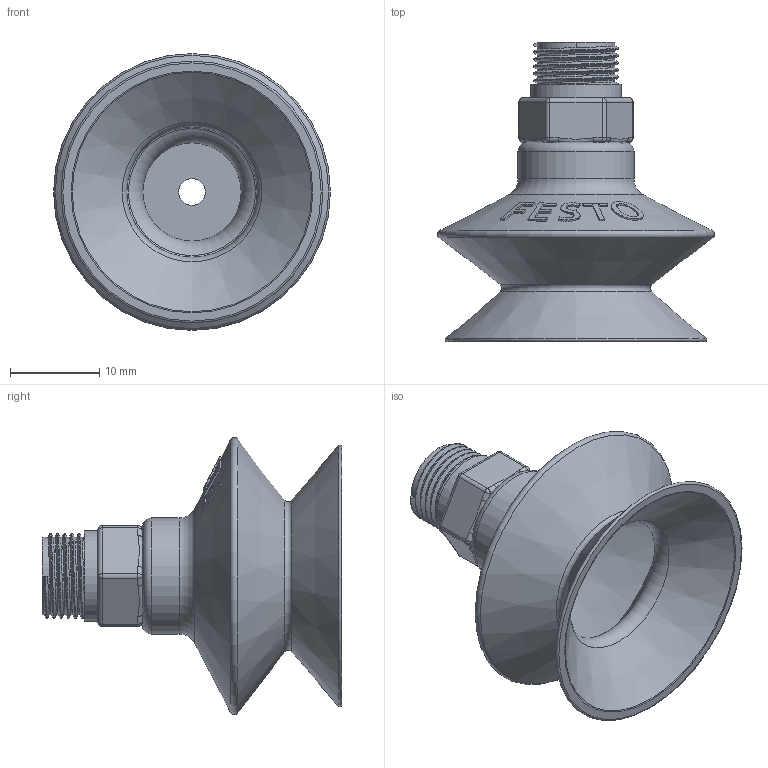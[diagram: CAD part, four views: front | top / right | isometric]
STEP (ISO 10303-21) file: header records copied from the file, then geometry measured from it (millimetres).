
FILE_DESCRIPTION(/* description */ (''),/* implementation_level */ '2;1');
FILE_NAME(/* name */ 'FESTO VASB-30-0.125-PUR_ipt_6c8ac4e6.STEP',/* time_stamp */ '2021-11-15T11:37:20+02:00',/* author */ ('Mohamed Teleb'),/* organization */ (''),/* preprocessor_version */ 'ST-DEVELOPER v17',/* originating_system */ 'Autodesk Inventor 2019',/* authorisation */ '');
FILE_SCHEMA (('AUTOMOTIVE_DESIGN { 1 0 10303 214 3 1 1 }'));
Length unit declared in the file: millimetre
Products named in the file (1): FESTO VASB-30-0.125-PUR
Bounding box: 31 x 33.5 x 31 mm (x, y, z)
Volume: 3106.5 mm3; surface area: 5087.2 mm2
Topology: 1 solids, 1 shells, 153 faces, 397 edges, 242 vertices
Faces by surface type: bspline 60, cylinder 42, plane 18, cone 13, sphere 12, torus 8
Full cylindrical faces by diameter (mm): 3 x1, 8.7 x5, 9.566 x5, 10.2 x1, 11 x1, 13 x1
Entity records: 12034 total; most frequent: CARTESIAN_POINT 8682, ORIENTED_EDGE 770, DIRECTION 560, EDGE_CURVE 385, VERTEX_POINT 242, AXIS2_PLACEMENT_3D 217, EDGE_LOOP 163, FACE_OUTER_BOUND 153
